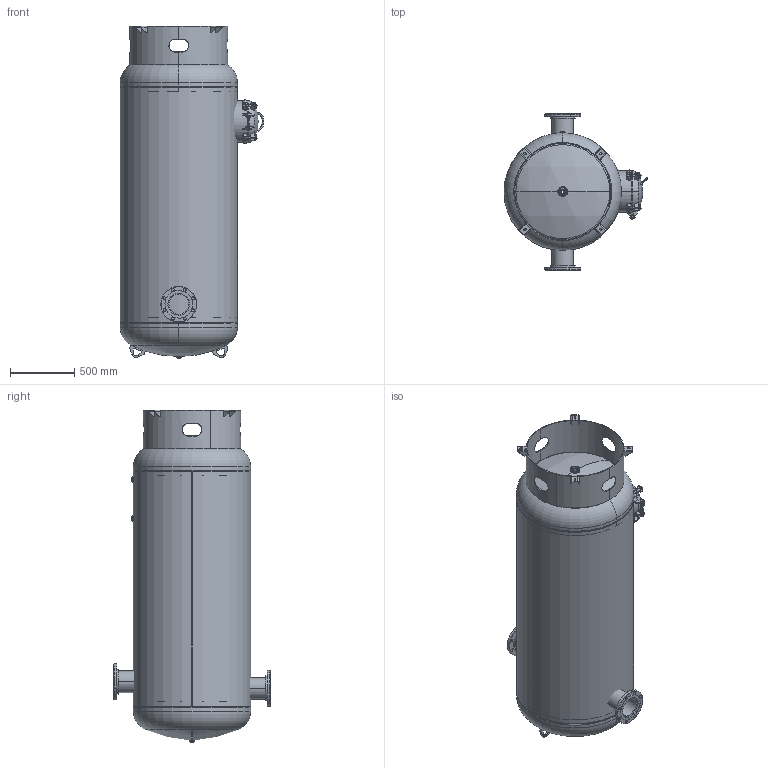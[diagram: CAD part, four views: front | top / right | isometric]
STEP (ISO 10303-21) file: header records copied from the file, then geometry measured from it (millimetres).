
FILE_DESCRIPTION (( 'STEP AP203' ), '1' );
FILE_NAME ('300960.STEP', '2012-03-05T20:47:07', ( '' ), ( '' ), 'SwSTEP 2.0', 'SolidWorks 2011', '' );
FILE_SCHEMA (( 'CONFIG_CONTROL_DESIGN' ));
Length unit declared in the file: inch
Products named in the file (1): 300960
Bounding box: 1119.91 x 1219.2 x 2585.19 mm (x, y, z)
Surface area: 15342547.4 mm2 (no closed solid volume)
Topology: 0 solids, 90 shells, 613 faces, 1722 edges, 1158 vertices
Faces by surface type: plane 261, cylinder 200, cone 80, torus 50, bspline 16, sphere 6
Full cylindrical faces by diameter (mm): 903.986 x1, 914.4 x1
Entity records: 25017 total; most frequent: CARTESIAN_POINT 9028, DIRECTION 3540, ORIENTED_EDGE 2855, EDGE_CURVE 1722, AXIS2_PLACEMENT_3D 1402, VERTEX_POINT 1158, CIRCLE 804, LINE 736
